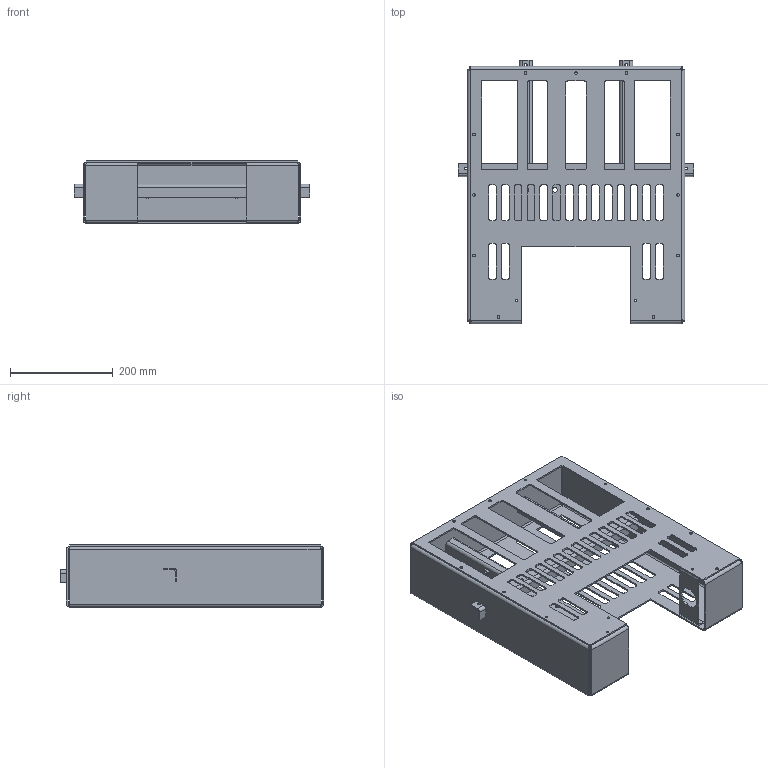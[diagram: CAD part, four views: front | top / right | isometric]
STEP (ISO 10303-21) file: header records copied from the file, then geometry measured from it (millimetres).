
FILE_DESCRIPTION(/* description */ (''),/* implementation_level */ '2;1');
FILE_NAME(/* name */ 'Complete frame.step',/* time_stamp */ '2024-03-22T16:02:47+05:30',/* author */ (''),/* organization */ (''),/* preprocessor_version */ 'ST-DEVELOPER v20',/* originating_system */ 'Autodesk Translation Framework v12.20.1.177',/* authorisation */ '');
FILE_SCHEMA (('AUTOMOTIVE_DESIGN { 1 0 10303 214 3 1 1 }'));
Length unit declared in the file: millimetre
Products named in the file (1): Complete frame
Bounding box: 457 x 512 x 121 mm (x, y, z)
Volume: 1462986.4 mm3; surface area: 1034917.5 mm2
Topology: 7 solids, 7 shells, 630 faces, 1696 edges, 1080 vertices
Faces by surface type: plane 368, cylinder 254, bspline 8
Full cylindrical faces by diameter (mm): 5.3 x34, 5.4 x4, 9 x4, 42 x2
Entity records: 20184 total; most frequent: CARTESIAN_POINT 3631, DIRECTION 3434, ORIENTED_EDGE 3392, EDGE_CURVE 1696, LINE 1188, VECTOR 1188, AXIS2_PLACEMENT_3D 1123, VERTEX_POINT 1080
